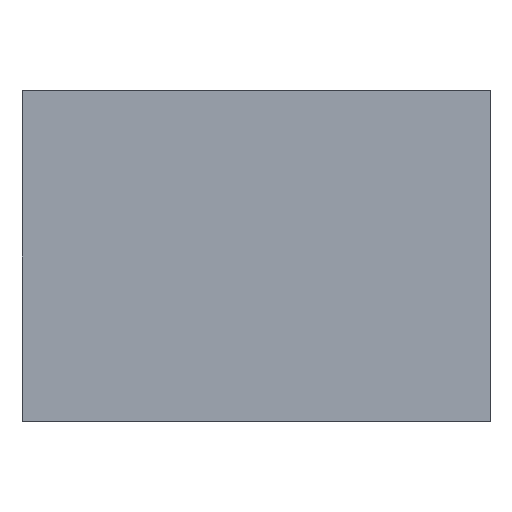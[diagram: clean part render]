
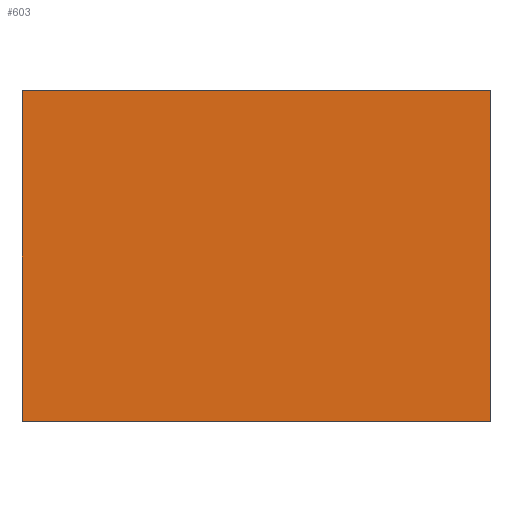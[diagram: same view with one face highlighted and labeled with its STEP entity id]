
A CAD part, top view. The second image highlights one B-rep face of the part: STEP entity #603.
In plain terms, the highlighted planar face has unit normal (0, 0, 1).
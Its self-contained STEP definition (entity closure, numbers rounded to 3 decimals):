
#189=ORIENTED_EDGE('',*,*,#259,.T.);
#190=ORIENTED_EDGE('',*,*,#263,.T.);
#191=ORIENTED_EDGE('',*,*,#266,.T.);
#192=ORIENTED_EDGE('',*,*,#268,.T.);
#259=EDGE_CURVE('',#312,#311,#379,.T.);
#263=EDGE_CURVE('',#311,#314,#383,.T.);
#266=EDGE_CURVE('',#314,#316,#386,.T.);
#268=EDGE_CURVE('',#316,#312,#388,.T.);
#311=VERTEX_POINT('',#1016);
#312=VERTEX_POINT('',#1018);
#314=VERTEX_POINT('',#1024);
#316=VERTEX_POINT('',#1030);
#379=LINE('',#1017,#451);
#383=LINE('',#1025,#455);
#386=LINE('',#1031,#458);
#388=LINE('',#1034,#460);
#451=VECTOR('',#853,1000.);
#455=VECTOR('',#859,1000.);
#458=VECTOR('',#864,1000.);
#460=VECTOR('',#868,1000.);
#495=EDGE_LOOP('',(#189,#190,#191,#192));
#531=FACE_BOUND('',#495,.T.);
#567=PLANE('',#714);
#603=ADVANCED_FACE('',(#531),#567,.T.);
#714=AXIS2_PLACEMENT_3D('',#1035,#869,#870);
#853=DIRECTION('',(0.,-1.,0.));
#859=DIRECTION('',(1.,0.,0.));
#864=DIRECTION('',(0.,1.,0.));
#868=DIRECTION('',(-1.,0.,0.));
#869=DIRECTION('',(0.,0.,1.));
#870=DIRECTION('',(1.,0.,0.));
#1016=CARTESIAN_POINT('',(-148.5,-105.,0.01));
#1017=CARTESIAN_POINT('',(-148.5,105.,0.01));
#1018=CARTESIAN_POINT('',(-148.5,105.,0.01));
#1024=CARTESIAN_POINT('',(148.5,-105.,0.01));
#1025=CARTESIAN_POINT('',(-148.5,-105.,0.01));
#1030=CARTESIAN_POINT('',(148.5,105.,0.01));
#1031=CARTESIAN_POINT('',(148.5,-105.,0.01));
#1034=CARTESIAN_POINT('',(148.5,105.,0.01));
#1035=CARTESIAN_POINT('',(-148.5,-105.,0.01));
